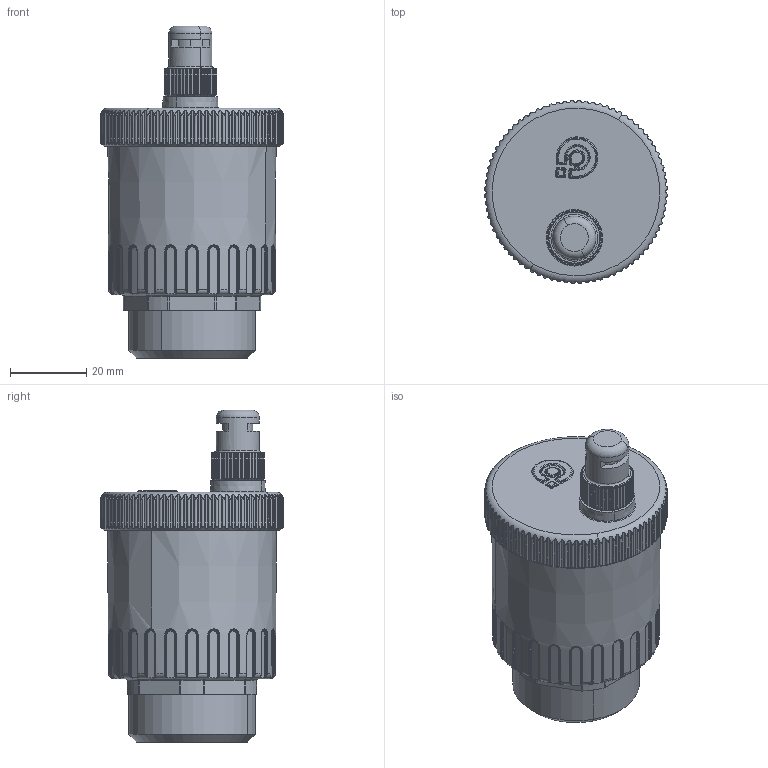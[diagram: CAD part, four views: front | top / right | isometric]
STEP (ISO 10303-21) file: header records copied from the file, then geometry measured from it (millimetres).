
FILE_DESCRIPTION(('CATIA V5 STEP Exchange'),'2;1');
FILE_NAME('STEP_502060_-_TST.stp','2018-09-27T13:41:10+00:00',('none'),('none'),'CATIA Version 5-6 Release 2016 SP4','CATIA V5 STEP AP203','none');
FILE_SCHEMA(('CONFIG_CONTROL_DESIGN'));
Length unit declared in the file: millimetre
Products named in the file (1): 502060 - TST
Bounding box: 47.87 x 47.87 x 86.9 mm (x, y, z)
Volume: 93107.5 mm3; surface area: 13083.2 mm2
Topology: 1 solids, 2 shells, 1095 faces, 3070 edges, 1973 vertices
Faces by surface type: bspline 343, cylinder 335, plane 291, torus 80, cone 37, sphere 9
Entity records: 64146 total; most frequent: CARTESIAN_POINT 41232, ORIENTED_EDGE 6110, EDGE_CURVE 3055, DIRECTION 2513, VERTEX_POINT 1973, B_SPLINE_CURVE_WITH_KNOTS 1812, AXIS2_PLACEMENT_3D 1122, EDGE_LOOP 1104
